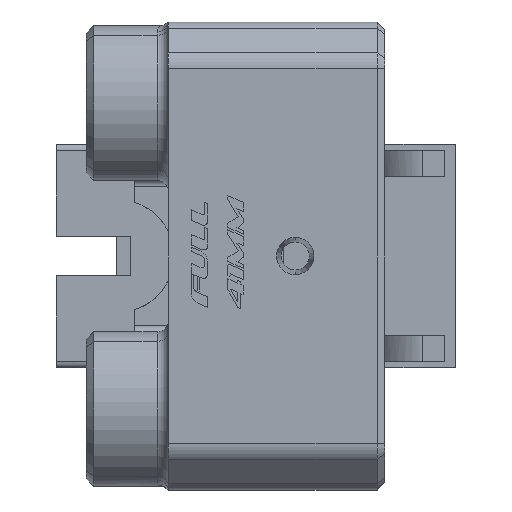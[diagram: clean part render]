
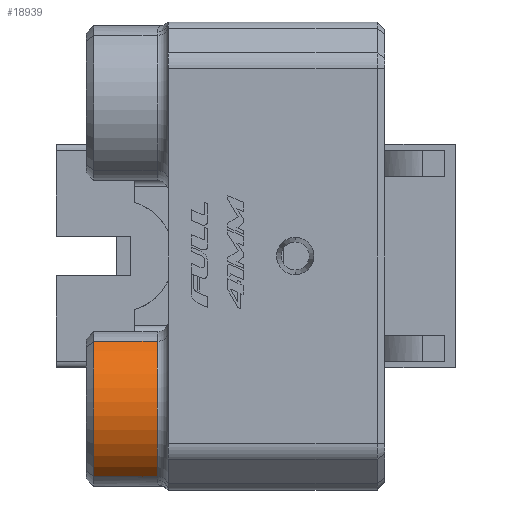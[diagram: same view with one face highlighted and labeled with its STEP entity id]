
A CAD part, left-side view. The second image highlights one B-rep face of the part: STEP entity #18939.
In plain terms, the highlighted cylindrical face has radius 11.109 mm (diameter 22.217 mm), a partial arc.
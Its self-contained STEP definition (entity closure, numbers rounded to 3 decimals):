
#1347 = CARTESIAN_POINT ( 'NONE',  ( -11.073, 28.5, -29.557 ) ) ;
#2487 = CARTESIAN_POINT ( 'NONE',  ( -11.073, 37., -29.557 ) ) ;
#3752 = CARTESIAN_POINT ( 'NONE',  ( -11.073, 37., -11.443 ) ) ;
#4249 = FACE_OUTER_BOUND ( 'NONE', #10567, .T. ) ;
#4285 = VERTEX_POINT ( 'NONE', #1347 ) ;
#5556 = EDGE_CURVE ( 'NONE', #28462, #15543, #9164, .T. ) ;
#5761 = DIRECTION ( 'NONE',  ( 0., -1., 0. ) ) ;
#6300 = CIRCLE ( 'NONE', #35080, 11.109 ) ;
#7314 = ORIENTED_EDGE ( 'NONE', *, *, #5556, .T. ) ;
#7385 = DIRECTION ( 'NONE',  ( 0., -1., 0. ) ) ;
#9164 = LINE ( 'NONE', #28719, #33305 ) ;
#9170 = DIRECTION ( 'NONE',  ( 0., 0., 1. ) ) ;
#9480 = VERTEX_POINT ( 'NONE', #2487 ) ;
#10567 = EDGE_LOOP ( 'NONE', ( #7314, #22525, #31333, #36684 ) ) ;
#10807 = CIRCLE ( 'NONE', #21627, 11.109 ) ;
#11571 = DIRECTION ( 'NONE',  ( 0., 0., 1. ) ) ;
#13221 = CARTESIAN_POINT ( 'NONE',  ( -11.073, 38., -29.557 ) ) ;
#14457 = DIRECTION ( 'NONE',  ( 0., 1., 0. ) ) ;
#15543 = VERTEX_POINT ( 'NONE', #3752 ) ;
#18939 = ADVANCED_FACE ( 'NONE', ( #4249 ), #29578, .T. ) ;
#20203 = CARTESIAN_POINT ( 'NONE',  ( -4.641, 37., -20.5 ) ) ;
#20262 = CARTESIAN_POINT ( 'NONE',  ( -4.641, 28.5, -20.5 ) ) ;
#20448 = DIRECTION ( 'NONE',  ( 0., 1., 0. ) ) ;
#20789 = EDGE_CURVE ( 'NONE', #15543, #9480, #6300, .T. ) ;
#21627 = AXIS2_PLACEMENT_3D ( 'NONE', #20262, #20448, #9170 ) ;
#22525 = ORIENTED_EDGE ( 'NONE', *, *, #20789, .T. ) ;
#22531 = EDGE_CURVE ( 'NONE', #9480, #4285, #33296, .T. ) ;
#23606 = CARTESIAN_POINT ( 'NONE',  ( -11.073, 28.5, -11.443 ) ) ;
#24503 = DIRECTION ( 'NONE',  ( 0., -1., 0. ) ) ;
#28462 = VERTEX_POINT ( 'NONE', #23606 ) ;
#28719 = CARTESIAN_POINT ( 'NONE',  ( -11.073, 38., -11.443 ) ) ;
#29578 = CYLINDRICAL_SURFACE ( 'NONE', #32641, 11.109 ) ;
#31330 = EDGE_CURVE ( 'NONE', #4285, #28462, #10807, .T. ) ;
#31333 = ORIENTED_EDGE ( 'NONE', *, *, #22531, .T. ) ;
#32568 = CARTESIAN_POINT ( 'NONE',  ( -4.641, 38., -20.5 ) ) ;
#32641 = AXIS2_PLACEMENT_3D ( 'NONE', #32568, #24503, #32760 ) ;
#32760 = DIRECTION ( 'NONE',  ( 0., 0., -1. ) ) ;
#33296 = LINE ( 'NONE', #13221, #33734 ) ;
#33305 = VECTOR ( 'NONE', #14457, 1000. ) ;
#33734 = VECTOR ( 'NONE', #7385, 1000. ) ;
#35080 = AXIS2_PLACEMENT_3D ( 'NONE', #20203, #5761, #11571 ) ;
#36684 = ORIENTED_EDGE ( 'NONE', *, *, #31330, .T. ) ;
